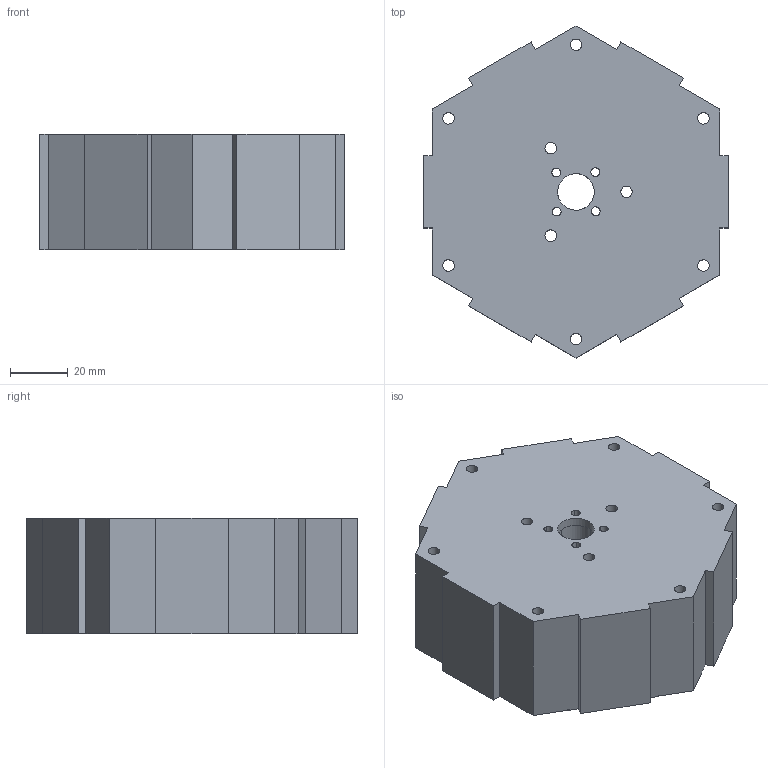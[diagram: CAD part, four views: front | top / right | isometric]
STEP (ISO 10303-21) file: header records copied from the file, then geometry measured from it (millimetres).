
FILE_DESCRIPTION(/* description */ (''),/* implementation_level */ '2;1');
FILE_NAME(/* name */ 'Top Cover Gear.stp',/* time_stamp */ '2019-07-20T11:51:26-05:00',/* author */ ('Dell'),/* organization */ (''),/* preprocessor_version */ 'ST-DEVELOPER v16.5',/* originating_system */ 'Autodesk Inventor 2017',/* authorisation */ '');
FILE_SCHEMA (('AUTOMOTIVE_DESIGN { 1 0 10303 214 3 1 1 }'));
Length unit declared in the file: millimetre
Products named in the file (1): Spur Gear2
Bounding box: 105.59 x 115 x 40 mm (x, y, z)
Volume: 185193.8 mm3; surface area: 50678.5 mm2
Topology: 1 solids, 1 shells, 364 faces, 1099 edges, 733 vertices
Faces by surface type: cylinder 268, plane 88, bspline 8
Full cylindrical faces by diameter (mm): 4 x9, 12.7 x1
Entity records: 13054 total; most frequent: CARTESIAN_POINT 2607, DIRECTION 2412, ORIENTED_EDGE 2164, EDGE_CURVE 1082, AXIS2_PLACEMENT_3D 989, VERTEX_POINT 726, CIRCLE 632, LINE 434
